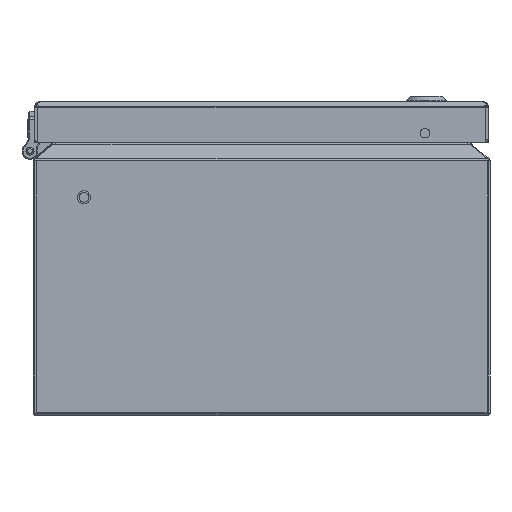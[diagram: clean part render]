
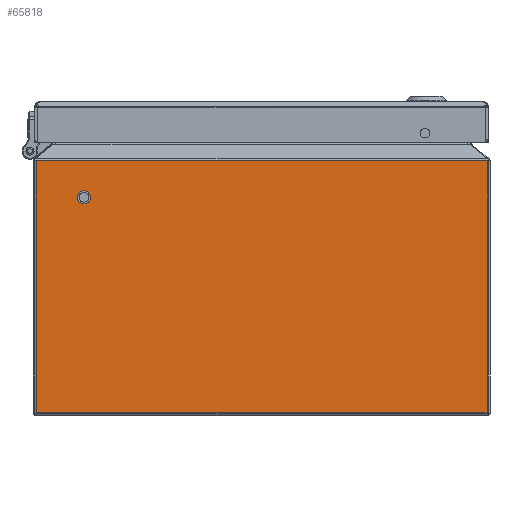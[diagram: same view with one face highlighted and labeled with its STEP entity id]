
A CAD part, front view. The second image highlights one B-rep face of the part: STEP entity #65818.
In plain terms, the highlighted planar face has unit normal (0, -1, 0).
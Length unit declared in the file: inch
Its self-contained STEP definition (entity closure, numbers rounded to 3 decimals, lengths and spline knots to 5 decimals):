
#1762 = PLANE ( 'NONE',  #63855 ) ;
#3333 = CARTESIAN_POINT ( 'NONE',  ( 4.47, -9., 5.02169 ) ) ;
#5773 = EDGE_CURVE ( 'NONE', #112505, #65861, #35798, .T. ) ;
#10799 = VECTOR ( 'NONE', #40599, 39.37008 ) ;
#23722 = LINE ( 'NONE', #42096, #103663 ) ;
#29850 = DIRECTION ( 'NONE',  ( -1., 0., 0. ) ) ;
#35798 = LINE ( 'NONE', #118951, #41186 ) ;
#37825 = CARTESIAN_POINT ( 'NONE',  ( 4.47, -9., 5.04528 ) ) ;
#40599 = DIRECTION ( 'NONE',  ( -1., 0., 0. ) ) ;
#41186 = VECTOR ( 'NONE', #72486, 39.37008 ) ;
#41445 = CARTESIAN_POINT ( 'NONE',  ( 4.47, -9., 5.02169 ) ) ;
#42096 = CARTESIAN_POINT ( 'NONE',  ( -4.47, -9., 5.04528 ) ) ;
#44990 = EDGE_CURVE ( 'NONE', #86256, #65861, #65358, .T. ) ;
#46773 = CARTESIAN_POINT ( 'NONE',  ( -4.47, -9., 0.05 ) ) ;
#59800 = DIRECTION ( 'NONE',  ( 0., 1., 0. ) ) ;
#61039 = ORIENTED_EDGE ( 'NONE', *, *, #44990, .F. ) ;
#62336 = ORIENTED_EDGE ( 'NONE', *, *, #105393, .T. ) ;
#63855 = AXIS2_PLACEMENT_3D ( 'NONE', #68925, #59800, #29850 ) ;
#65358 = LINE ( 'NONE', #37825, #78613 ) ;
#65818 = ADVANCED_FACE ( 'NONE', ( #95835 ), #1762, .F. ) ;
#65861 = VERTEX_POINT ( 'NONE', #78127 ) ;
#68925 = CARTESIAN_POINT ( 'NONE',  ( 4.47, -9., 5.04528 ) ) ;
#72486 = DIRECTION ( 'NONE',  ( 1., 0., 0. ) ) ;
#75122 = DIRECTION ( 'NONE',  ( 0., 0., -1. ) ) ;
#78127 = CARTESIAN_POINT ( 'NONE',  ( 4.47, -9., 0.05 ) ) ;
#78613 = VECTOR ( 'NONE', #75122, 39.37008 ) ;
#80428 = EDGE_CURVE ( 'NONE', #86256, #112419, #87037, .T. ) ;
#82072 = ORIENTED_EDGE ( 'NONE', *, *, #5773, .T. ) ;
#86256 = VERTEX_POINT ( 'NONE', #41445 ) ;
#87037 = LINE ( 'NONE', #3333, #10799 ) ;
#89128 = DIRECTION ( 'NONE',  ( 0., 0., -1. ) ) ;
#95835 = FACE_OUTER_BOUND ( 'NONE', #108418, .T. ) ;
#103663 = VECTOR ( 'NONE', #89128, 39.37008 ) ;
#105393 = EDGE_CURVE ( 'NONE', #112419, #112505, #23722, .T. ) ;
#108418 = EDGE_LOOP ( 'NONE', ( #62336, #82072, #61039, #120881 ) ) ;
#110311 = CARTESIAN_POINT ( 'NONE',  ( -4.47, -9., 5.02169 ) ) ;
#112419 = VERTEX_POINT ( 'NONE', #110311 ) ;
#112505 = VERTEX_POINT ( 'NONE', #46773 ) ;
#118951 = CARTESIAN_POINT ( 'NONE',  ( 4.47, -9., 0.05 ) ) ;
#120881 = ORIENTED_EDGE ( 'NONE', *, *, #80428, .T. ) ;
